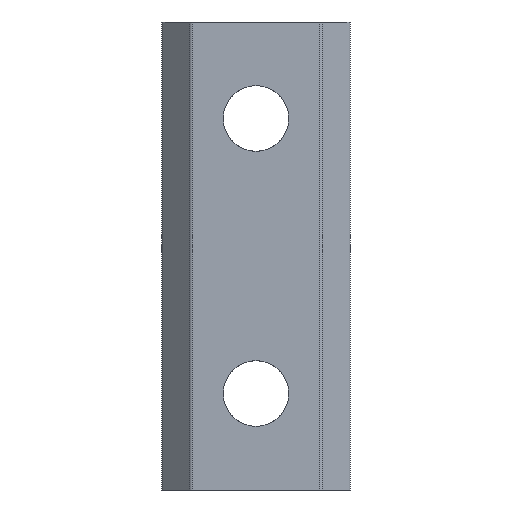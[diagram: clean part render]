
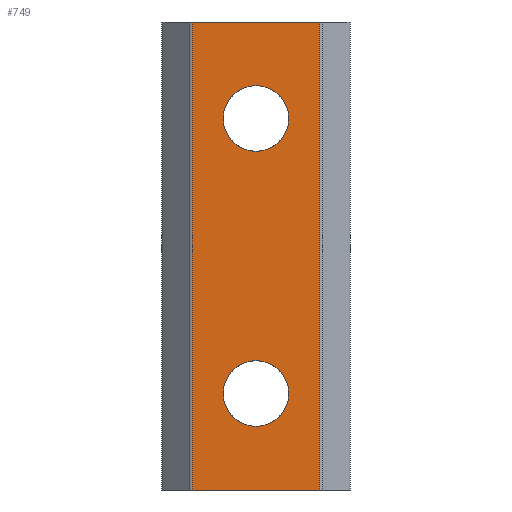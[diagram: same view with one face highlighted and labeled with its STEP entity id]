
A CAD part, front view. The second image highlights one B-rep face of the part: STEP entity #749.
In plain terms, the highlighted planar face has unit normal (0, -1, 0).
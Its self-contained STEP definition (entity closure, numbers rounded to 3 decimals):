
#20 = DIRECTION ( 'NONE',  ( 0., 0., 1. ) ) ;
#47 = AXIS2_PLACEMENT_3D ( 'NONE', #141, #835, #232 ) ;
#65 = VECTOR ( 'NONE', #998, 1000. ) ;
#67 = EDGE_LOOP ( 'NONE', ( #757, #1172 ) ) ;
#97 = CIRCLE ( 'NONE', #773, 3.4 ) ;
#100 = DIRECTION ( 'NONE',  ( 0., 1., 0. ) ) ;
#141 = CARTESIAN_POINT ( 'NONE',  ( 0., 0., 14.25 ) ) ;
#148 = ORIENTED_EDGE ( 'NONE', *, *, #534, .T. ) ;
#157 = EDGE_CURVE ( 'NONE', #593, #1025, #932, .T. ) ;
#179 = ORIENTED_EDGE ( 'NONE', *, *, #558, .F. ) ;
#180 = CARTESIAN_POINT ( 'NONE',  ( 0., 0., 17.65 ) ) ;
#225 = CARTESIAN_POINT ( 'NONE',  ( 0., 0., -10.85 ) ) ;
#226 = DIRECTION ( 'NONE',  ( 0., 1., 0. ) ) ;
#232 = DIRECTION ( 'NONE',  ( 0., 0., 1. ) ) ;
#238 = CARTESIAN_POINT ( 'NONE',  ( 0., 0., -14.25 ) ) ;
#272 = CARTESIAN_POINT ( 'NONE',  ( 6.584, 0., 24.25 ) ) ;
#274 = CARTESIAN_POINT ( 'NONE',  ( -6.584, 0., -24.25 ) ) ;
#298 = CARTESIAN_POINT ( 'NONE',  ( 6.584, 0., 24.25 ) ) ;
#300 = DIRECTION ( 'NONE',  ( 0., 0., -1. ) ) ;
#302 = VERTEX_POINT ( 'NONE', #225 ) ;
#308 = VECTOR ( 'NONE', #300, 1000. ) ;
#321 = CARTESIAN_POINT ( 'NONE',  ( -6.75, 0., -24.25 ) ) ;
#328 = ORIENTED_EDGE ( 'NONE', *, *, #539, .T. ) ;
#340 = VECTOR ( 'NONE', #403, 1000. ) ;
#344 = EDGE_CURVE ( 'NONE', #559, #302, #775, .T. ) ;
#354 = FACE_BOUND ( 'NONE', #1137, .T. ) ;
#403 = DIRECTION ( 'NONE',  ( 1., 0., 0. ) ) ;
#429 = CARTESIAN_POINT ( 'NONE',  ( 0., 0., 14.25 ) ) ;
#486 = AXIS2_PLACEMENT_3D ( 'NONE', #795, #100, #797 ) ;
#505 = CARTESIAN_POINT ( 'NONE',  ( -6.75, 0., 24.25 ) ) ;
#529 = EDGE_CURVE ( 'NONE', #302, #559, #97, .T. ) ;
#531 = DIRECTION ( 'NONE',  ( 0., 0., 1. ) ) ;
#534 = EDGE_CURVE ( 'NONE', #1025, #593, #598, .T. ) ;
#539 = EDGE_CURVE ( 'NONE', #664, #1108, #860, .T. ) ;
#548 = EDGE_CURVE ( 'NONE', #1108, #973, #1091, .T. ) ;
#558 = EDGE_CURVE ( 'NONE', #793, #973, #827, .T. ) ;
#559 = VERTEX_POINT ( 'NONE', #614 ) ;
#565 = EDGE_CURVE ( 'NONE', #793, #664, #582, .T. ) ;
#582 = LINE ( 'NONE', #806, #308 ) ;
#593 = VERTEX_POINT ( 'NONE', #1064 ) ;
#598 = CIRCLE ( 'NONE', #769, 3.4 ) ;
#614 = CARTESIAN_POINT ( 'NONE',  ( 0., 0., -17.65 ) ) ;
#615 = DIRECTION ( 'NONE',  ( 0., 1., 0. ) ) ;
#642 = FACE_OUTER_BOUND ( 'NONE', #1079, .T. ) ;
#664 = VERTEX_POINT ( 'NONE', #274 ) ;
#699 = CARTESIAN_POINT ( 'NONE',  ( 6.584, 0., -24.25 ) ) ;
#705 = PLANE ( 'NONE',  #486 ) ;
#738 = ORIENTED_EDGE ( 'NONE', *, *, #565, .T. ) ;
#749 = ADVANCED_FACE ( 'NONE', ( #1078, #354, #642 ), #705, .F. ) ;
#757 = ORIENTED_EDGE ( 'NONE', *, *, #529, .T. ) ;
#769 = AXIS2_PLACEMENT_3D ( 'NONE', #429, #1077, #531 ) ;
#773 = AXIS2_PLACEMENT_3D ( 'NONE', #826, #226, #922 ) ;
#775 = CIRCLE ( 'NONE', #810, 3.4 ) ;
#793 = VERTEX_POINT ( 'NONE', #1135 ) ;
#795 = CARTESIAN_POINT ( 'NONE',  ( -6.75, 0., 24.25 ) ) ;
#797 = DIRECTION ( 'NONE',  ( 0., 0., 1. ) ) ;
#806 = CARTESIAN_POINT ( 'NONE',  ( -6.584, 0., 24.25 ) ) ;
#810 = AXIS2_PLACEMENT_3D ( 'NONE', #238, #615, #20 ) ;
#826 = CARTESIAN_POINT ( 'NONE',  ( 0., 0., -14.25 ) ) ;
#827 = LINE ( 'NONE', #505, #340 ) ;
#835 = DIRECTION ( 'NONE',  ( 0., 1., 0. ) ) ;
#860 = LINE ( 'NONE', #321, #65 ) ;
#922 = DIRECTION ( 'NONE',  ( 0., 0., 1. ) ) ;
#932 = CIRCLE ( 'NONE', #47, 3.4 ) ;
#973 = VERTEX_POINT ( 'NONE', #272 ) ;
#975 = DIRECTION ( 'NONE',  ( 0., 0., 1. ) ) ;
#998 = DIRECTION ( 'NONE',  ( 1., 0., 0. ) ) ;
#1021 = ORIENTED_EDGE ( 'NONE', *, *, #548, .T. ) ;
#1025 = VERTEX_POINT ( 'NONE', #180 ) ;
#1059 = VECTOR ( 'NONE', #975, 1000. ) ;
#1064 = CARTESIAN_POINT ( 'NONE',  ( 0., 0., 10.85 ) ) ;
#1077 = DIRECTION ( 'NONE',  ( 0., 1., 0. ) ) ;
#1078 = FACE_BOUND ( 'NONE', #67, .T. ) ;
#1079 = EDGE_LOOP ( 'NONE', ( #328, #1021, #179, #738 ) ) ;
#1091 = LINE ( 'NONE', #298, #1059 ) ;
#1108 = VERTEX_POINT ( 'NONE', #699 ) ;
#1135 = CARTESIAN_POINT ( 'NONE',  ( -6.584, 0., 24.25 ) ) ;
#1137 = EDGE_LOOP ( 'NONE', ( #148, #1205 ) ) ;
#1172 = ORIENTED_EDGE ( 'NONE', *, *, #344, .T. ) ;
#1205 = ORIENTED_EDGE ( 'NONE', *, *, #157, .T. ) ;
